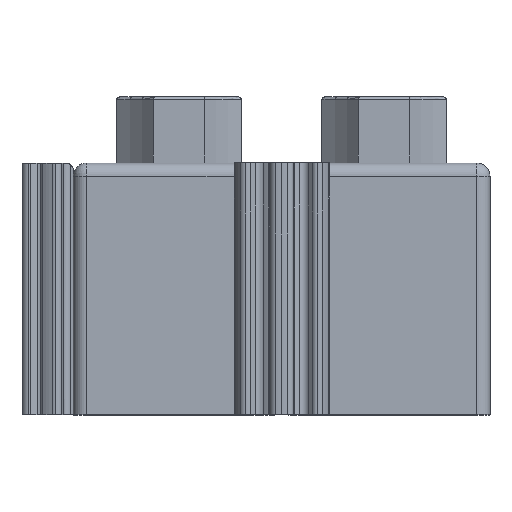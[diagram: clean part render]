
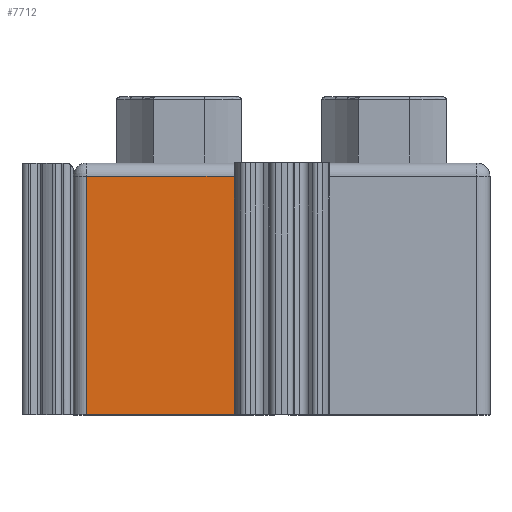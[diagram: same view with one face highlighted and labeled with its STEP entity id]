
A CAD part, top view. The second image highlights one B-rep face of the part: STEP entity #7712.
In plain terms, the highlighted planar face has unit normal (0, 0, 1).
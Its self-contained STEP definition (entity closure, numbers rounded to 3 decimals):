
#99 = ORIENTED_EDGE ( 'NONE', *, *, #10678, .T. ) ;
#1132 = CARTESIAN_POINT ( 'NONE',  ( -2.375, 18., 15.75 ) ) ;
#1299 = DIRECTION ( 'NONE',  ( 0., 0., -1. ) ) ;
#1489 = PLANE ( 'NONE',  #5959 ) ;
#3049 = VECTOR ( 'NONE', #6996, 1000. ) ;
#3327 = DIRECTION ( 'NONE',  ( 0., -1., 0. ) ) ;
#3694 = VERTEX_POINT ( 'NONE', #5192 ) ;
#3872 = CARTESIAN_POINT ( 'NONE',  ( -15.75, 0., 15.75 ) ) ;
#4222 = ORIENTED_EDGE ( 'NONE', *, *, #18483, .T. ) ;
#4895 = CARTESIAN_POINT ( 'NONE',  ( -14.75, 19., 15.75 ) ) ;
#5192 = CARTESIAN_POINT ( 'NONE',  ( -14.75, 18., 15.75 ) ) ;
#5217 = CARTESIAN_POINT ( 'NONE',  ( -14.75, 0., 15.75 ) ) ;
#5668 = VECTOR ( 'NONE', #3327, 1000. ) ;
#5782 = FACE_OUTER_BOUND ( 'NONE', #12469, .T. ) ;
#5959 = AXIS2_PLACEMENT_3D ( 'NONE', #7418, #1299, #16249 ) ;
#6996 = DIRECTION ( 'NONE',  ( 1., 0., 0. ) ) ;
#7418 = CARTESIAN_POINT ( 'NONE',  ( -15.75, 19., 15.75 ) ) ;
#7712 = ADVANCED_FACE ( 'NONE', ( #5782 ), #1489, .F. ) ;
#7997 = ORIENTED_EDGE ( 'NONE', *, *, #19126, .T. ) ;
#8830 = LINE ( 'NONE', #9014, #10292 ) ;
#9014 = CARTESIAN_POINT ( 'NONE',  ( -15.75, 18., 15.75 ) ) ;
#9373 = ORIENTED_EDGE ( 'NONE', *, *, #15057, .T. ) ;
#10292 = VECTOR ( 'NONE', #17849, 1000. ) ;
#10390 = LINE ( 'NONE', #16303, #15074 ) ;
#10678 = EDGE_CURVE ( 'NONE', #14557, #13636, #10390, .T. ) ;
#12469 = EDGE_LOOP ( 'NONE', ( #4222, #99, #9373, #7997 ) ) ;
#13376 = DIRECTION ( 'NONE',  ( 0., 1., 0. ) ) ;
#13636 = VERTEX_POINT ( 'NONE', #1132 ) ;
#14365 = CARTESIAN_POINT ( 'NONE',  ( -2.375, 0., 15.75 ) ) ;
#14557 = VERTEX_POINT ( 'NONE', #14365 ) ;
#15057 = EDGE_CURVE ( 'NONE', #13636, #3694, #8830, .T. ) ;
#15074 = VECTOR ( 'NONE', #13376, 1000. ) ;
#15410 = VERTEX_POINT ( 'NONE', #5217 ) ;
#16249 = DIRECTION ( 'NONE',  ( -1., 0., 0. ) ) ;
#16303 = CARTESIAN_POINT ( 'NONE',  ( -2.375, 0., 15.75 ) ) ;
#16928 = LINE ( 'NONE', #4895, #5668 ) ;
#17188 = LINE ( 'NONE', #3872, #3049 ) ;
#17849 = DIRECTION ( 'NONE',  ( -1., 0., 0. ) ) ;
#18483 = EDGE_CURVE ( 'NONE', #15410, #14557, #17188, .T. ) ;
#19126 = EDGE_CURVE ( 'NONE', #3694, #15410, #16928, .T. ) ;
